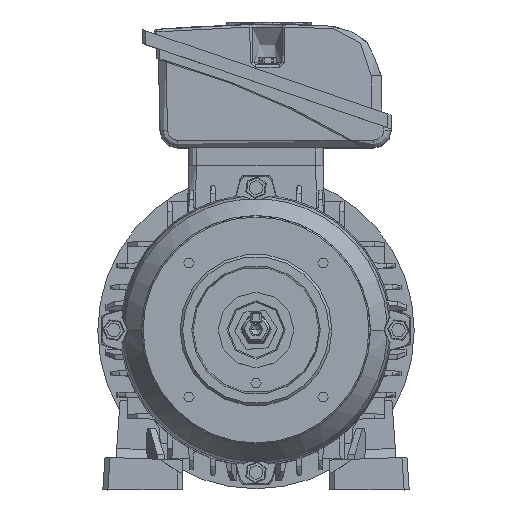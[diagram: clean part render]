
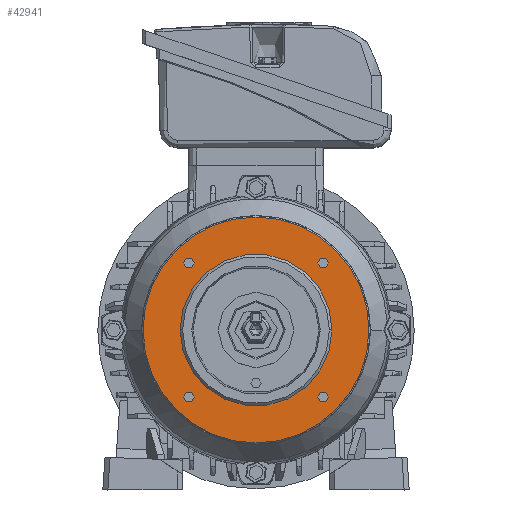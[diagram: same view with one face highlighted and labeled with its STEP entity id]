
A CAD part, top view. The second image highlights one B-rep face of the part: STEP entity #42941.
In plain terms, the highlighted face is planar.
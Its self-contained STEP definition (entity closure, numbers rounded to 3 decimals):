
#92 = VERTEX_POINT ( 'NONE', #2038 ) ;
#345 = AXIS2_PLACEMENT_3D ( 'NONE', #50605, #50422, #32699 ) ;
#715 = ORIENTED_EDGE ( 'NONE', *, *, #7649, .T. ) ;
#1399 = CARTESIAN_POINT ( 'NONE',  ( -24.417, -26.517, -23.5 ) ) ;
#2038 = CARTESIAN_POINT ( 'NONE',  ( -28.617, 26.517, -23.5 ) ) ;
#2217 = VERTEX_POINT ( 'NONE', #25222 ) ;
#2701 = CIRCLE ( 'NONE', #16307, 2.1 ) ;
#3181 = CARTESIAN_POINT ( 'NONE',  ( 26.517, -26.517, -23.5 ) ) ;
#3933 = AXIS2_PLACEMENT_3D ( 'NONE', #50058, #23725, #49316 ) ;
#4127 = EDGE_LOOP ( 'NONE', ( #5201, #52564 ) ) ;
#4481 = CARTESIAN_POINT ( 'NONE',  ( 28.617, 26.517, -23.5 ) ) ;
#4507 = CIRCLE ( 'NONE', #10015, 44.622 ) ;
#5156 = DIRECTION ( 'NONE',  ( -1., 0., 0. ) ) ;
#5181 = CARTESIAN_POINT ( 'NONE',  ( -24.417, 26.517, -23.5 ) ) ;
#5201 = ORIENTED_EDGE ( 'NONE', *, *, #45037, .F. ) ;
#5682 = DIRECTION ( 'NONE',  ( 0., 0., 1. ) ) ;
#5871 = CIRCLE ( 'NONE', #18238, 30. ) ;
#7185 = DIRECTION ( 'NONE',  ( -1., 0., 0. ) ) ;
#7649 = EDGE_CURVE ( 'NONE', #12172, #45094, #24160, .T. ) ;
#7657 = VERTEX_POINT ( 'NONE', #5181 ) ;
#7996 = DIRECTION ( 'NONE',  ( 0., 0., -1. ) ) ;
#10015 = AXIS2_PLACEMENT_3D ( 'NONE', #45009, #44609, #5156 ) ;
#10586 = EDGE_CURVE ( 'NONE', #7657, #92, #27919, .T. ) ;
#10727 = VERTEX_POINT ( 'NONE', #56165 ) ;
#11391 = FACE_BOUND ( 'NONE', #42764, .T. ) ;
#11690 = DIRECTION ( 'NONE',  ( -1., 0., 0. ) ) ;
#12172 = VERTEX_POINT ( 'NONE', #37590 ) ;
#12427 = CIRCLE ( 'NONE', #48184, 2.1 ) ;
#12546 = EDGE_LOOP ( 'NONE', ( #715, #39135 ) ) ;
#12640 = DIRECTION ( 'NONE',  ( 0., 0., 1. ) ) ;
#13265 = AXIS2_PLACEMENT_3D ( 'NONE', #24411, #42043, #20196 ) ;
#14205 = CARTESIAN_POINT ( 'NONE',  ( 0., 0., -23.5 ) ) ;
#16307 = AXIS2_PLACEMENT_3D ( 'NONE', #29178, #24549, #7185 ) ;
#16674 = ORIENTED_EDGE ( 'NONE', *, *, #32434, .F. ) ;
#17079 = DIRECTION ( 'NONE',  ( 1., 0., 0. ) ) ;
#17322 = PLANE ( 'NONE',  #19432 ) ;
#17564 = FACE_BOUND ( 'NONE', #28615, .T. ) ;
#18238 = AXIS2_PLACEMENT_3D ( 'NONE', #14205, #5682, #18629 ) ;
#18524 = CARTESIAN_POINT ( 'NONE',  ( 0., 0., -23.5 ) ) ;
#18629 = DIRECTION ( 'NONE',  ( 1., 0., 0. ) ) ;
#19432 = AXIS2_PLACEMENT_3D ( 'NONE', #52689, #26340, #35557 ) ;
#19460 = ORIENTED_EDGE ( 'NONE', *, *, #43298, .F. ) ;
#20196 = DIRECTION ( 'NONE',  ( -1., 0., 0. ) ) ;
#20589 = VERTEX_POINT ( 'NONE', #1399 ) ;
#21952 = ORIENTED_EDGE ( 'NONE', *, *, #25267, .T. ) ;
#22060 = ORIENTED_EDGE ( 'NONE', *, *, #10586, .F. ) ;
#22183 = DIRECTION ( 'NONE',  ( -1., 0., 0. ) ) ;
#22426 = FACE_BOUND ( 'NONE', #29219, .T. ) ;
#23241 = EDGE_LOOP ( 'NONE', ( #31671, #22060 ) ) ;
#23268 = EDGE_CURVE ( 'NONE', #32922, #10727, #5871, .T. ) ;
#23725 = DIRECTION ( 'NONE',  ( 0., 0., -1. ) ) ;
#24160 = CIRCLE ( 'NONE', #38957, 44.622 ) ;
#24257 = CIRCLE ( 'NONE', #3933, 2.1 ) ;
#24411 = CARTESIAN_POINT ( 'NONE',  ( 26.517, -26.517, -23.5 ) ) ;
#24470 = FACE_BOUND ( 'NONE', #4127, .T. ) ;
#24549 = DIRECTION ( 'NONE',  ( 0., 0., -1. ) ) ;
#25161 = DIRECTION ( 'NONE',  ( 0., 0., -1. ) ) ;
#25222 = CARTESIAN_POINT ( 'NONE',  ( 24.417, 26.517, -23.5 ) ) ;
#25267 = EDGE_CURVE ( 'NONE', #10727, #32922, #55320, .T. ) ;
#26072 = AXIS2_PLACEMENT_3D ( 'NONE', #28834, #25161, #11690 ) ;
#26340 = DIRECTION ( 'NONE',  ( 0., 0., -1. ) ) ;
#27083 = CARTESIAN_POINT ( 'NONE',  ( -26.517, -26.517, -23.5 ) ) ;
#27919 = CIRCLE ( 'NONE', #345, 2.1 ) ;
#28615 = EDGE_LOOP ( 'NONE', ( #54189, #51673 ) ) ;
#28834 = CARTESIAN_POINT ( 'NONE',  ( -26.517, -26.517, -23.5 ) ) ;
#28921 = CARTESIAN_POINT ( 'NONE',  ( 28.617, -26.517, -23.5 ) ) ;
#29178 = CARTESIAN_POINT ( 'NONE',  ( -26.517, 26.517, -23.5 ) ) ;
#29219 = EDGE_LOOP ( 'NONE', ( #19460, #16674 ) ) ;
#29617 = VERTEX_POINT ( 'NONE', #4481 ) ;
#30534 = EDGE_CURVE ( 'NONE', #45094, #12172, #4507, .T. ) ;
#31671 = ORIENTED_EDGE ( 'NONE', *, *, #48601, .F. ) ;
#32434 = EDGE_CURVE ( 'NONE', #20589, #32784, #12427, .T. ) ;
#32699 = DIRECTION ( 'NONE',  ( -1., 0., 0. ) ) ;
#32784 = VERTEX_POINT ( 'NONE', #56480 ) ;
#32922 = VERTEX_POINT ( 'NONE', #57052 ) ;
#33073 = AXIS2_PLACEMENT_3D ( 'NONE', #3181, #38602, #34020 ) ;
#33511 = VERTEX_POINT ( 'NONE', #35434 ) ;
#33732 = CIRCLE ( 'NONE', #13265, 2.1 ) ;
#34020 = DIRECTION ( 'NONE',  ( -1., 0., 0. ) ) ;
#35434 = CARTESIAN_POINT ( 'NONE',  ( 24.417, -26.517, -23.5 ) ) ;
#35557 = DIRECTION ( 'NONE',  ( -1., 0., 0. ) ) ;
#35996 = AXIS2_PLACEMENT_3D ( 'NONE', #38940, #12640, #17079 ) ;
#37590 = CARTESIAN_POINT ( 'NONE',  ( 44.622, 0., -23.5 ) ) ;
#38078 = VERTEX_POINT ( 'NONE', #28921 ) ;
#38602 = DIRECTION ( 'NONE',  ( 0., 0., -1. ) ) ;
#38940 = CARTESIAN_POINT ( 'NONE',  ( 0., 0., -23.5 ) ) ;
#38957 = AXIS2_PLACEMENT_3D ( 'NONE', #18524, #44069, #22183 ) ;
#39135 = ORIENTED_EDGE ( 'NONE', *, *, #30534, .T. ) ;
#39517 = CIRCLE ( 'NONE', #33073, 2.1 ) ;
#39520 = FACE_OUTER_BOUND ( 'NONE', #12546, .T. ) ;
#40129 = DIRECTION ( 'NONE',  ( 0., 0., -1. ) ) ;
#42043 = DIRECTION ( 'NONE',  ( 0., 0., -1. ) ) ;
#42298 = CARTESIAN_POINT ( 'NONE',  ( -44.622, 0., -23.5 ) ) ;
#42764 = EDGE_LOOP ( 'NONE', ( #21952, #52082 ) ) ;
#42941 = ADVANCED_FACE ( 'NONE', ( #24470, #51301, #22426, #17564, #39520, #11391 ), #17322, .T. ) ;
#43298 = EDGE_CURVE ( 'NONE', #32784, #20589, #51944, .T. ) ;
#44069 = DIRECTION ( 'NONE',  ( 0., 0., -1. ) ) ;
#44609 = DIRECTION ( 'NONE',  ( 0., 0., -1. ) ) ;
#45009 = CARTESIAN_POINT ( 'NONE',  ( 0., 0., -23.5 ) ) ;
#45037 = EDGE_CURVE ( 'NONE', #2217, #29617, #24257, .T. ) ;
#45094 = VERTEX_POINT ( 'NONE', #42298 ) ;
#46740 = EDGE_CURVE ( 'NONE', #33511, #38078, #33732, .T. ) ;
#47626 = DIRECTION ( 'NONE',  ( -1., 0., 0. ) ) ;
#48184 = AXIS2_PLACEMENT_3D ( 'NONE', #27083, #40129, #53419 ) ;
#48601 = EDGE_CURVE ( 'NONE', #92, #7657, #2701, .T. ) ;
#49170 = AXIS2_PLACEMENT_3D ( 'NONE', #55936, #7996, #47626 ) ;
#49316 = DIRECTION ( 'NONE',  ( -1., 0., 0. ) ) ;
#50058 = CARTESIAN_POINT ( 'NONE',  ( 26.517, 26.517, -23.5 ) ) ;
#50384 = EDGE_CURVE ( 'NONE', #29617, #2217, #54918, .T. ) ;
#50422 = DIRECTION ( 'NONE',  ( 0., 0., -1. ) ) ;
#50605 = CARTESIAN_POINT ( 'NONE',  ( -26.517, 26.517, -23.5 ) ) ;
#51301 = FACE_BOUND ( 'NONE', #23241, .T. ) ;
#51673 = ORIENTED_EDGE ( 'NONE', *, *, #52551, .F. ) ;
#51944 = CIRCLE ( 'NONE', #26072, 2.1 ) ;
#52082 = ORIENTED_EDGE ( 'NONE', *, *, #23268, .T. ) ;
#52551 = EDGE_CURVE ( 'NONE', #38078, #33511, #39517, .T. ) ;
#52564 = ORIENTED_EDGE ( 'NONE', *, *, #50384, .F. ) ;
#52689 = CARTESIAN_POINT ( 'NONE',  ( 0., 30., -23.5 ) ) ;
#53419 = DIRECTION ( 'NONE',  ( -1., 0., 0. ) ) ;
#54189 = ORIENTED_EDGE ( 'NONE', *, *, #46740, .F. ) ;
#54918 = CIRCLE ( 'NONE', #49170, 2.1 ) ;
#55320 = CIRCLE ( 'NONE', #35996, 30. ) ;
#55936 = CARTESIAN_POINT ( 'NONE',  ( 26.517, 26.517, -23.5 ) ) ;
#56165 = CARTESIAN_POINT ( 'NONE',  ( 30., 0., -23.5 ) ) ;
#56480 = CARTESIAN_POINT ( 'NONE',  ( -28.617, -26.517, -23.5 ) ) ;
#57052 = CARTESIAN_POINT ( 'NONE',  ( -30., 0., -23.5 ) ) ;
